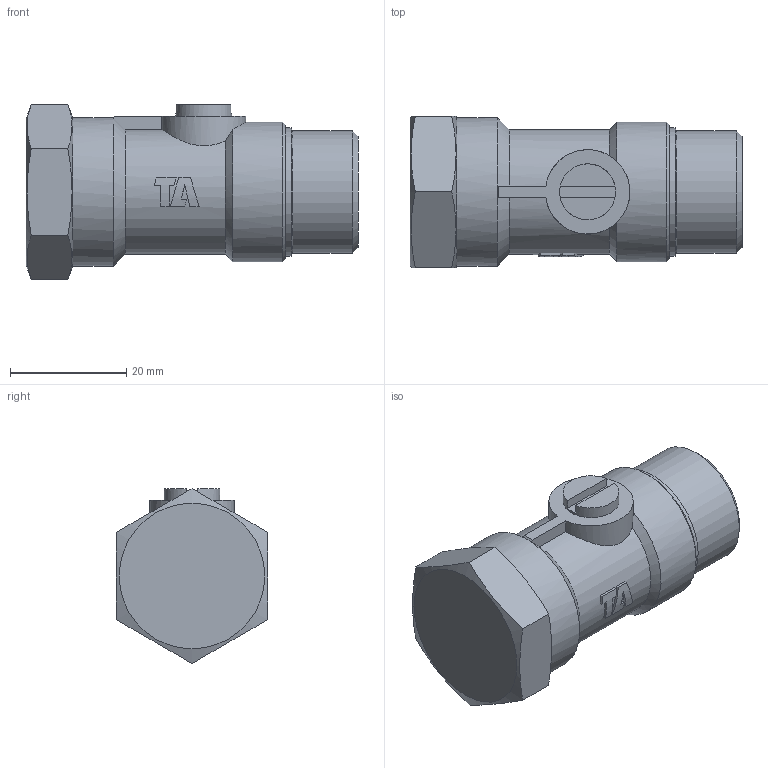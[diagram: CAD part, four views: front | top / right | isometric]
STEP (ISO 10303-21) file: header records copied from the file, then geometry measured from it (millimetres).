
FILE_DESCRIPTION( ( 'Unknown' ), '1' );
FILE_NAME( 'TA400 DN15.stp', 'Unknown', ( 'Unknown' ), ( 'Unknown' ), 'XStep 1.0', 'Unknown', ' ' );
FILE_SCHEMA( ( 'CONFIG_CONTROL_DESIGN' ) );
Length unit declared in the file: millimetre
Products named in the file (1): 1
Bounding box: 57 x 26 x 30.02 mm (x, y, z)
Volume: 24861.1 mm3; surface area: 5523.4 mm2
Topology: 1 solids, 1 shells, 51 faces, 128 edges, 83 vertices
Faces by surface type: plane 35, cylinder 9, cone 7
Full cylindrical faces by diameter (mm): 9.6 x1, 21 x1, 22 x1, 24 x1, 25.5 x1
Entity records: 1645 total; most frequent: CARTESIAN_POINT 438, DIRECTION 238, ORIENTED_EDGE 230, EDGE_CURVE 115, AXIS2_PLACEMENT_3D 90, VERTEX_POINT 80, EDGE_LOOP 65, LINE 58
